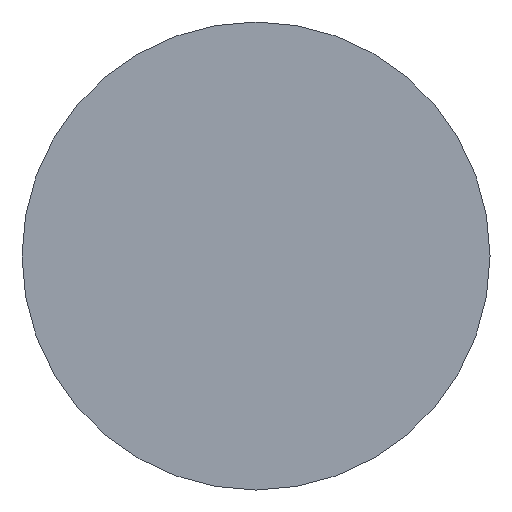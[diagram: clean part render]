
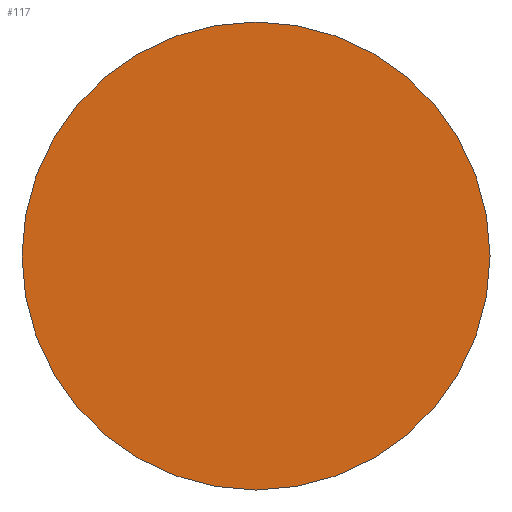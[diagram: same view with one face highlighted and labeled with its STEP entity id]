
A CAD part, left-side view. The second image highlights one B-rep face of the part: STEP entity #117.
In plain terms, the highlighted planar face has unit normal (-1, 0, 0).
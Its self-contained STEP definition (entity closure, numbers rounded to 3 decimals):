
#62=CARTESIAN_POINT('Vertex',(-2.,-10.,0.)) ;
#76=CARTESIAN_POINT('Vertex',(-2.,10.,0.)) ;
#79=CARTESIAN_POINT('Axis2P3D Location',(-2.,0.,0.)) ;
#96=CARTESIAN_POINT('Axis2P3D Location',(-2.,0.,0.)) ;
#108=CARTESIAN_POINT('Axis2P3D Location',(-2.,0.,0.)) ;
#80=DIRECTION('Axis2P3D Direction',(-1.,-0.,0.)) ;
#97=DIRECTION('Axis2P3D Direction',(-1.,-0.,0.)) ;
#109=DIRECTION('Axis2P3D Direction',(-1.,0.,0.)) ;
#110=DIRECTION('Axis2P3D XDirection',(0.,-1.,0.)) ;
#81=AXIS2_PLACEMENT_3D('Circle Axis2P3D',#79,#80,$) ;
#98=AXIS2_PLACEMENT_3D('Circle Axis2P3D',#96,#97,$) ;
#111=AXIS2_PLACEMENT_3D('Plane Axis2P3D',#108,#109,#110) ;
#114=ORIENTED_EDGE('',*,*,#83,.T.) ;
#115=ORIENTED_EDGE('',*,*,#100,.T.) ;
#117=ADVANCED_FACE('Corps principal',(#116),#112,.T.) ;
#82=CIRCLE('generated circle',#81,10.) ;
#99=CIRCLE('generated circle',#98,10.) ;
#83=EDGE_CURVE('',#63,#77,#82,.T.) ;
#100=EDGE_CURVE('',#77,#63,#99,.T.) ;
#113=EDGE_LOOP('',(#114,#115)) ;
#116=FACE_OUTER_BOUND('',#113,.T.) ;
#112=PLANE('',#111) ;
#63=VERTEX_POINT('',#62) ;
#77=VERTEX_POINT('',#76) ;
